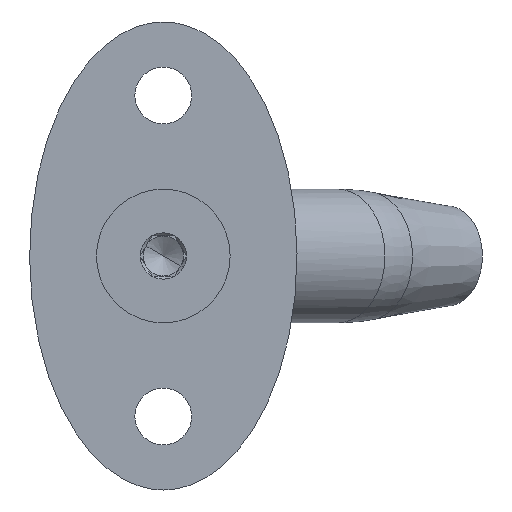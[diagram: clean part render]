
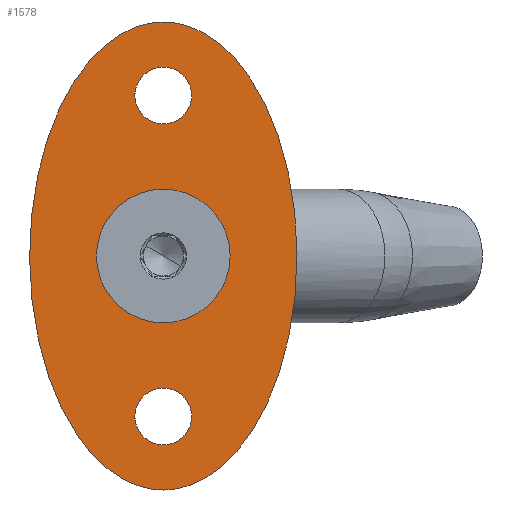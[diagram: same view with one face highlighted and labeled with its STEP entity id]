
A CAD part, left-side view. The second image highlights one B-rep face of the part: STEP entity #1578.
In plain terms, the highlighted planar face has unit normal (-1, 0, 0).
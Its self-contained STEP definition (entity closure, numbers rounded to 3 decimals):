
#31 = CIRCLE ( 'NONE', #933, 4.25 ) ;
#68 = DIRECTION ( 'NONE',  ( 0., 0., -1. ) ) ;
#122 = DIRECTION ( 'NONE',  ( 0., 0., -1. ) ) ;
#205 = CARTESIAN_POINT ( 'NONE',  ( 0., 0., 35. ) ) ;
#216 = CARTESIAN_POINT ( 'NONE',  ( 0., 40., -35. ) ) ;
#233 = ORIENTED_EDGE ( 'NONE', *, *, #1104, .T. ) ;
#238 = CARTESIAN_POINT ( 'NONE',  ( 0., 0., -35. ) ) ;
#342 = CARTESIAN_POINT ( 'NONE',  ( 0., 0., -10. ) ) ;
#476 =( BOUNDED_CURVE ( )  B_SPLINE_CURVE ( 3, ( #238, #216, #533, #892 ),
 .UNSPECIFIED., .F., .F. ) 
 B_SPLINE_CURVE_WITH_KNOTS ( ( 4, 4 ),
 ( 3.142, 6.283 ),
 .UNSPECIFIED. ) 
 CURVE ( )  GEOMETRIC_REPRESENTATION_ITEM ( )  RATIONAL_B_SPLINE_CURVE ( ( 1., 0.333, 0.333, 1. ) ) 
 REPRESENTATION_ITEM ( '' )  );
#491 = AXIS2_PLACEMENT_3D ( 'NONE', #3961, #941, #3622 ) ;
#533 = CARTESIAN_POINT ( 'NONE',  ( 0., 40., 35. ) ) ;
#550 = ORIENTED_EDGE ( 'NONE', *, *, #2932, .F. ) ;
#730 = CARTESIAN_POINT ( 'NONE',  ( 0., 0., -19.75 ) ) ;
#738 = CARTESIAN_POINT ( 'NONE',  ( 0., 0., 0. ) ) ;
#758 = DIRECTION ( 'NONE',  ( -1., 0., 0. ) ) ;
#772 = DIRECTION ( 'NONE',  ( 1., 0., 0. ) ) ;
#824 = DIRECTION ( 'NONE',  ( 0., 0., -1. ) ) ;
#837 = CARTESIAN_POINT ( 'NONE',  ( 0., -40., -35. ) ) ;
#845 = CARTESIAN_POINT ( 'NONE',  ( 0., 0., -35. ) ) ;
#860 = CIRCLE ( 'NONE', #3407, 4.25 ) ;
#868 = VERTEX_POINT ( 'NONE', #2870 ) ;
#892 = CARTESIAN_POINT ( 'NONE',  ( 0., 0., 35. ) ) ;
#933 = AXIS2_PLACEMENT_3D ( 'NONE', #3021, #3406, #2353 ) ;
#941 = DIRECTION ( 'NONE',  ( 1., 0., 0. ) ) ;
#973 = CARTESIAN_POINT ( 'NONE',  ( 0., 0., 10. ) ) ;
#999 = EDGE_LOOP ( 'NONE', ( #3103, #4021 ) ) ;
#1086 = DIRECTION ( 'NONE',  ( 0., 0., 1. ) ) ;
#1104 = EDGE_CURVE ( 'NONE', #3309, #2153, #1959, .T. ) ;
#1138 = AXIS2_PLACEMENT_3D ( 'NONE', #2145, #2134, #824 ) ;
#1168 = ORIENTED_EDGE ( 'NONE', *, *, #3011, .F. ) ;
#1226 = FACE_OUTER_BOUND ( 'NONE', #3748, .T. ) ;
#1462 = CARTESIAN_POINT ( 'NONE',  ( 0., 0., 35. ) ) ;
#1490 = CIRCLE ( 'NONE', #491, 10. ) ;
#1538 = EDGE_LOOP ( 'NONE', ( #2498, #550 ) ) ;
#1578 = ADVANCED_FACE ( 'NONE', ( #2115, #3169, #1954, #1226 ), #2342, .F. ) ;
#1632 = EDGE_CURVE ( 'NONE', #868, #2748, #31, .T. ) ;
#1730 = VERTEX_POINT ( 'NONE', #2086 ) ;
#1852 = CIRCLE ( 'NONE', #3494, 4.25 ) ;
#1954 = FACE_BOUND ( 'NONE', #2130, .T. ) ;
#1959 = CIRCLE ( 'NONE', #2980, 10. ) ;
#2081 = CARTESIAN_POINT ( 'NONE',  ( 0., 0., -28.25 ) ) ;
#2086 = CARTESIAN_POINT ( 'NONE',  ( 0., 0., -35. ) ) ;
#2115 = FACE_BOUND ( 'NONE', #999, .T. ) ;
#2130 = EDGE_LOOP ( 'NONE', ( #3058, #233 ) ) ;
#2134 = DIRECTION ( 'NONE',  ( 1., 0., 0. ) ) ;
#2145 = CARTESIAN_POINT ( 'NONE',  ( 0., 0., 24. ) ) ;
#2153 = VERTEX_POINT ( 'NONE', #342 ) ;
#2342 = PLANE ( 'NONE',  #4087 ) ;
#2353 = DIRECTION ( 'NONE',  ( 0., 0., -1. ) ) ;
#2355 = EDGE_CURVE ( 'NONE', #2748, #868, #2432, .T. ) ;
#2365 = CARTESIAN_POINT ( 'NONE',  ( 0., 0., 0. ) ) ;
#2432 = CIRCLE ( 'NONE', #1138, 4.25 ) ;
#2498 = ORIENTED_EDGE ( 'NONE', *, *, #3349, .F. ) ;
#2548 = ORIENTED_EDGE ( 'NONE', *, *, #3125, .F. ) ;
#2669 = EDGE_CURVE ( 'NONE', #2153, #3309, #1490, .T. ) ;
#2705 = DIRECTION ( 'NONE',  ( 1., 0., 0. ) ) ;
#2733 =( BOUNDED_CURVE ( )  B_SPLINE_CURVE ( 3, ( #1462, #3473, #837, #845 ),
 .UNSPECIFIED., .F., .F. ) 
 B_SPLINE_CURVE_WITH_KNOTS ( ( 4, 4 ),
 ( 0., 3.142 ),
 .UNSPECIFIED. ) 
 CURVE ( )  GEOMETRIC_REPRESENTATION_ITEM ( )  RATIONAL_B_SPLINE_CURVE ( ( 1., 0.333, 0.333, 1. ) ) 
 REPRESENTATION_ITEM ( '' )  );
#2748 = VERTEX_POINT ( 'NONE', #3389 ) ;
#2838 = VERTEX_POINT ( 'NONE', #2081 ) ;
#2870 = CARTESIAN_POINT ( 'NONE',  ( 0., 0., 28.25 ) ) ;
#2932 = EDGE_CURVE ( 'NONE', #2838, #2935, #860, .T. ) ;
#2935 = VERTEX_POINT ( 'NONE', #730 ) ;
#2980 = AXIS2_PLACEMENT_3D ( 'NONE', #738, #772, #122 ) ;
#3011 = EDGE_CURVE ( 'NONE', #3917, #1730, #2733, .T. ) ;
#3021 = CARTESIAN_POINT ( 'NONE',  ( 0., 0., 24. ) ) ;
#3058 = ORIENTED_EDGE ( 'NONE', *, *, #2669, .T. ) ;
#3103 = ORIENTED_EDGE ( 'NONE', *, *, #2355, .T. ) ;
#3125 = EDGE_CURVE ( 'NONE', #1730, #3917, #476, .T. ) ;
#3169 = FACE_BOUND ( 'NONE', #1538, .T. ) ;
#3304 = CARTESIAN_POINT ( 'NONE',  ( 0., 0., -24. ) ) ;
#3309 = VERTEX_POINT ( 'NONE', #973 ) ;
#3349 = EDGE_CURVE ( 'NONE', #2935, #2838, #1852, .T. ) ;
#3389 = CARTESIAN_POINT ( 'NONE',  ( 0., 0., 19.75 ) ) ;
#3406 = DIRECTION ( 'NONE',  ( 1., 0., 0. ) ) ;
#3407 = AXIS2_PLACEMENT_3D ( 'NONE', #3426, #758, #1086 ) ;
#3426 = CARTESIAN_POINT ( 'NONE',  ( 0., 0., -24. ) ) ;
#3473 = CARTESIAN_POINT ( 'NONE',  ( 0., -40., 35. ) ) ;
#3494 = AXIS2_PLACEMENT_3D ( 'NONE', #3304, #3985, #4318 ) ;
#3622 = DIRECTION ( 'NONE',  ( 0., 0., -1. ) ) ;
#3748 = EDGE_LOOP ( 'NONE', ( #1168, #2548 ) ) ;
#3917 = VERTEX_POINT ( 'NONE', #205 ) ;
#3961 = CARTESIAN_POINT ( 'NONE',  ( 0., 0., 0. ) ) ;
#3985 = DIRECTION ( 'NONE',  ( -1., 0., 0. ) ) ;
#4021 = ORIENTED_EDGE ( 'NONE', *, *, #1632, .T. ) ;
#4087 = AXIS2_PLACEMENT_3D ( 'NONE', #2365, #2705, #68 ) ;
#4318 = DIRECTION ( 'NONE',  ( 0., 0., 1. ) ) ;
